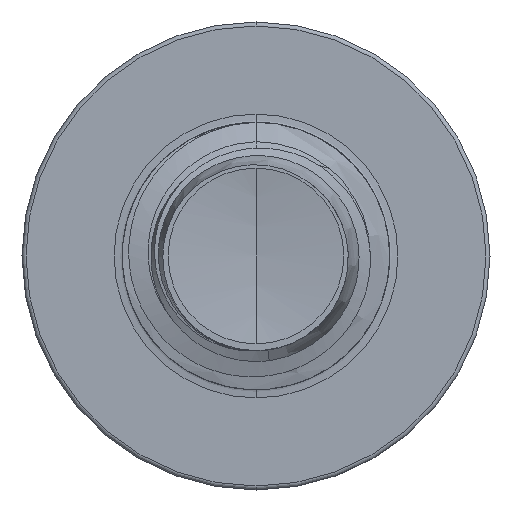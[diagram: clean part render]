
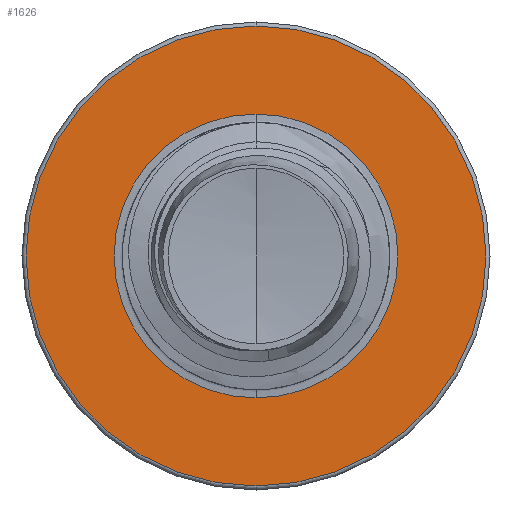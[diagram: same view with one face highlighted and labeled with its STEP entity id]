
A CAD part, front view. The second image highlights one B-rep face of the part: STEP entity #1626.
In plain terms, the highlighted planar face has unit normal (0, -1, 0).
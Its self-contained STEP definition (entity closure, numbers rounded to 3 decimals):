
#160 = AXIS2_PLACEMENT_3D ( 'NONE', #26157, #9456, #6966 ) ;
#1626 = ADVANCED_FACE ( 'NONE', ( #14088, #26761 ), #13803, .F. ) ;
#2121 = DIRECTION ( 'NONE',  ( 0., 0., 1. ) ) ;
#2643 = AXIS2_PLACEMENT_3D ( 'NONE', #56316, #28224, #61006 ) ;
#3488 = EDGE_CURVE ( 'NONE', #10241, #23197, #38571, .T. ) ;
#5391 = ORIENTED_EDGE ( 'NONE', *, *, #7935, .T. ) ;
#6966 = DIRECTION ( 'NONE',  ( 0., 0., 1. ) ) ;
#7935 = EDGE_CURVE ( 'NONE', #23197, #10241, #58216, .T. ) ;
#9456 = DIRECTION ( 'NONE',  ( 0., 1., 0. ) ) ;
#10241 = VERTEX_POINT ( 'NONE', #32886 ) ;
#12734 = EDGE_CURVE ( 'NONE', #49014, #42877, #55812, .T. ) ;
#13045 = AXIS2_PLACEMENT_3D ( 'NONE', #51793, #36771, #50053 ) ;
#13803 = PLANE ( 'NONE',  #160 ) ;
#14088 = FACE_OUTER_BOUND ( 'NONE', #48819, .T. ) ;
#19877 = AXIS2_PLACEMENT_3D ( 'NONE', #56271, #28177, #60963 ) ;
#21376 = ORIENTED_EDGE ( 'NONE', *, *, #12734, .F. ) ;
#23197 = VERTEX_POINT ( 'NONE', #59551 ) ;
#26157 = CARTESIAN_POINT ( 'NONE',  ( 0., 35., -3.186 ) ) ;
#26761 = FACE_BOUND ( 'NONE', #47898, .T. ) ;
#28177 = DIRECTION ( 'NONE',  ( 0., 1., 0. ) ) ;
#28224 = DIRECTION ( 'NONE',  ( 0., 1., 0. ) ) ;
#30456 = DIRECTION ( 'NONE',  ( 0., 1., 0. ) ) ;
#32886 = CARTESIAN_POINT ( 'NONE',  ( 0., 35., -3.186 ) ) ;
#34371 = ORIENTED_EDGE ( 'NONE', *, *, #40592, .F. ) ;
#36771 = DIRECTION ( 'NONE',  ( 0., 1., 0. ) ) ;
#38571 = CIRCLE ( 'NONE', #13045, 3.186 ) ;
#39840 = AXIS2_PLACEMENT_3D ( 'NONE', #58520, #30456, #2121 ) ;
#40592 = EDGE_CURVE ( 'NONE', #42877, #49014, #42219, .T. ) ;
#40719 = CARTESIAN_POINT ( 'NONE',  ( 0., 35., 5.16 ) ) ;
#41462 = CARTESIAN_POINT ( 'NONE',  ( 0., 35., -5.16 ) ) ;
#42219 = CIRCLE ( 'NONE', #19877, 5.16 ) ;
#42877 = VERTEX_POINT ( 'NONE', #41462 ) ;
#47898 = EDGE_LOOP ( 'NONE', ( #5391, #60470 ) ) ;
#48819 = EDGE_LOOP ( 'NONE', ( #21376, #34371 ) ) ;
#49014 = VERTEX_POINT ( 'NONE', #40719 ) ;
#50053 = DIRECTION ( 'NONE',  ( 0., 0., 1. ) ) ;
#51793 = CARTESIAN_POINT ( 'NONE',  ( 0., 35., 0. ) ) ;
#55812 = CIRCLE ( 'NONE', #2643, 5.16 ) ;
#56271 = CARTESIAN_POINT ( 'NONE',  ( 0., 35., 0. ) ) ;
#56316 = CARTESIAN_POINT ( 'NONE',  ( 0., 35., 0. ) ) ;
#58216 = CIRCLE ( 'NONE', #39840, 3.186 ) ;
#58520 = CARTESIAN_POINT ( 'NONE',  ( 0., 35., 0. ) ) ;
#59551 = CARTESIAN_POINT ( 'NONE',  ( 0., 35., 3.186 ) ) ;
#60470 = ORIENTED_EDGE ( 'NONE', *, *, #3488, .T. ) ;
#60963 = DIRECTION ( 'NONE',  ( 0., 0., 1. ) ) ;
#61006 = DIRECTION ( 'NONE',  ( 0., 0., 1. ) ) ;
